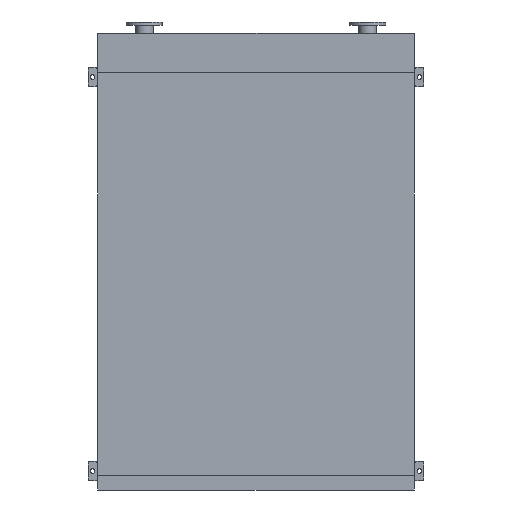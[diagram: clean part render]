
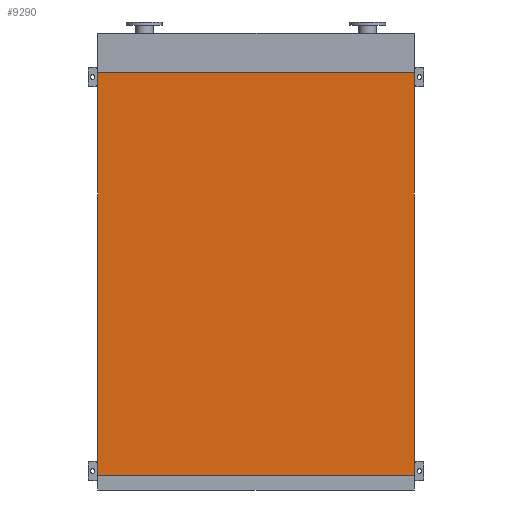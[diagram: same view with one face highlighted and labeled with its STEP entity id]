
A CAD part, front view. The second image highlights one B-rep face of the part: STEP entity #9290.
In plain terms, the highlighted planar face has unit normal (0, -1, 0).
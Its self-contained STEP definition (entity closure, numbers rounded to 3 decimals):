
#49 = VECTOR ( 'NONE', #2134, 1000. ) ;
#405 = EDGE_CURVE ( 'NONE', #2871, #15030, #5832, .T. ) ;
#468 = EDGE_CURVE ( 'NONE', #15856, #15030, #15753, .T. ) ;
#498 = EDGE_CURVE ( 'NONE', #13540, #2871, #14930, .T. ) ;
#2017 = VECTOR ( 'NONE', #3236, 1000. ) ;
#2134 = DIRECTION ( 'NONE',  ( 1., 0., 0. ) ) ;
#2528 = CARTESIAN_POINT ( 'NONE',  ( -965., 0., 0. ) ) ;
#2871 = VERTEX_POINT ( 'NONE', #7924 ) ;
#3125 = LINE ( 'NONE', #10337, #17120 ) ;
#3236 = DIRECTION ( 'NONE',  ( 0., 0., 1. ) ) ;
#4933 = DIRECTION ( 'NONE',  ( 0., -1., 0. ) ) ;
#5574 = CARTESIAN_POINT ( 'NONE',  ( -965., 0., -2450. ) ) ;
#5832 = LINE ( 'NONE', #12790, #2017 ) ;
#6279 = DIRECTION ( 'NONE',  ( 0., 0., 1. ) ) ;
#7666 = CARTESIAN_POINT ( 'NONE',  ( -965., 0., 0. ) ) ;
#7924 = CARTESIAN_POINT ( 'NONE',  ( 965., 0., -2450. ) ) ;
#8579 = VECTOR ( 'NONE', #15736, 1000. ) ;
#8830 = FACE_OUTER_BOUND ( 'NONE', #17111, .T. ) ;
#9087 = CARTESIAN_POINT ( 'NONE',  ( -965., 0., -2450. ) ) ;
#9290 = ADVANCED_FACE ( 'NONE', ( #8830 ), #11695, .T. ) ;
#9775 = ORIENTED_EDGE ( 'NONE', *, *, #12404, .F. ) ;
#10337 = CARTESIAN_POINT ( 'NONE',  ( -965., 0., -2450. ) ) ;
#10374 = CARTESIAN_POINT ( 'NONE',  ( -965., 0., -2450. ) ) ;
#10637 = ORIENTED_EDGE ( 'NONE', *, *, #405, .T. ) ;
#11695 = PLANE ( 'NONE',  #14128 ) ;
#12404 = EDGE_CURVE ( 'NONE', #13540, #15856, #3125, .T. ) ;
#12790 = CARTESIAN_POINT ( 'NONE',  ( 965., 0., -2450. ) ) ;
#13402 = CARTESIAN_POINT ( 'NONE',  ( 965., 0., 0. ) ) ;
#13540 = VERTEX_POINT ( 'NONE', #5574 ) ;
#13781 = ORIENTED_EDGE ( 'NONE', *, *, #498, .T. ) ;
#14128 = AXIS2_PLACEMENT_3D ( 'NONE', #10374, #4933, #14412 ) ;
#14412 = DIRECTION ( 'NONE',  ( 0., 0., -1. ) ) ;
#14930 = LINE ( 'NONE', #9087, #49 ) ;
#15030 = VERTEX_POINT ( 'NONE', #13402 ) ;
#15736 = DIRECTION ( 'NONE',  ( 1., 0., 0. ) ) ;
#15753 = LINE ( 'NONE', #7666, #8579 ) ;
#15856 = VERTEX_POINT ( 'NONE', #2528 ) ;
#16454 = ORIENTED_EDGE ( 'NONE', *, *, #468, .F. ) ;
#17111 = EDGE_LOOP ( 'NONE', ( #16454, #9775, #13781, #10637 ) ) ;
#17120 = VECTOR ( 'NONE', #6279, 1000. ) ;
